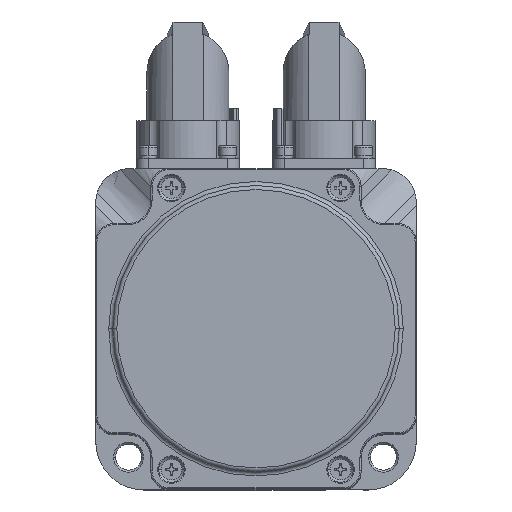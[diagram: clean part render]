
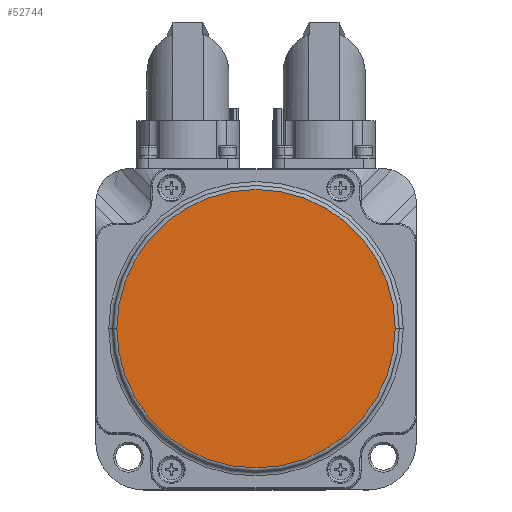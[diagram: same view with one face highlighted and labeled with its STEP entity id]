
A CAD part, top view. The second image highlights one B-rep face of the part: STEP entity #52744.
In plain terms, the highlighted planar face has unit normal (0, 0, 1).
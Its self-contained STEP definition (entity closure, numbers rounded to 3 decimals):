
#1387 = CARTESIAN_POINT ( 'NONE',  ( 0., 0., 147. ) ) ;
#4267 = VERTEX_POINT ( 'NONE', #31449 ) ;
#6676 = DIRECTION ( 'NONE',  ( 1., 0., 0. ) ) ;
#14374 = ORIENTED_EDGE ( 'NONE', *, *, #61765, .T. ) ;
#14839 = EDGE_CURVE ( 'NONE', #4267, #61011, #39397, .T. ) ;
#14871 = DIRECTION ( 'NONE',  ( 1., 0., 0. ) ) ;
#20732 = CIRCLE ( 'NONE', #32682, 34.75 ) ;
#22173 = CARTESIAN_POINT ( 'NONE',  ( -34.75, 0., 147. ) ) ;
#26361 = FACE_OUTER_BOUND ( 'NONE', #53474, .T. ) ;
#26466 = AXIS2_PLACEMENT_3D ( 'NONE', #1387, #37703, #6676 ) ;
#29738 = DIRECTION ( 'NONE',  ( 0., 0., 1. ) ) ;
#31449 = CARTESIAN_POINT ( 'NONE',  ( 34.75, 0., 147. ) ) ;
#32328 = ORIENTED_EDGE ( 'NONE', *, *, #14839, .T. ) ;
#32682 = AXIS2_PLACEMENT_3D ( 'NONE', #60847, #29738, #66051 ) ;
#37703 = DIRECTION ( 'NONE',  ( 0., 0., 1. ) ) ;
#39397 = CIRCLE ( 'NONE', #26466, 34.75 ) ;
#45895 = DIRECTION ( 'NONE',  ( 0., 0., 1. ) ) ;
#46730 = AXIS2_PLACEMENT_3D ( 'NONE', #66629, #45895, #14871 ) ;
#52744 = ADVANCED_FACE ( 'NONE', ( #26361 ), #61396, .T. ) ;
#53474 = EDGE_LOOP ( 'NONE', ( #32328, #14374 ) ) ;
#60847 = CARTESIAN_POINT ( 'NONE',  ( 0., 0., 147. ) ) ;
#61011 = VERTEX_POINT ( 'NONE', #22173 ) ;
#61396 = PLANE ( 'NONE',  #46730 ) ;
#61765 = EDGE_CURVE ( 'NONE', #61011, #4267, #20732, .T. ) ;
#66051 = DIRECTION ( 'NONE',  ( 1., 0., 0. ) ) ;
#66629 = CARTESIAN_POINT ( 'NONE',  ( 0., 0., 147. ) ) ;
